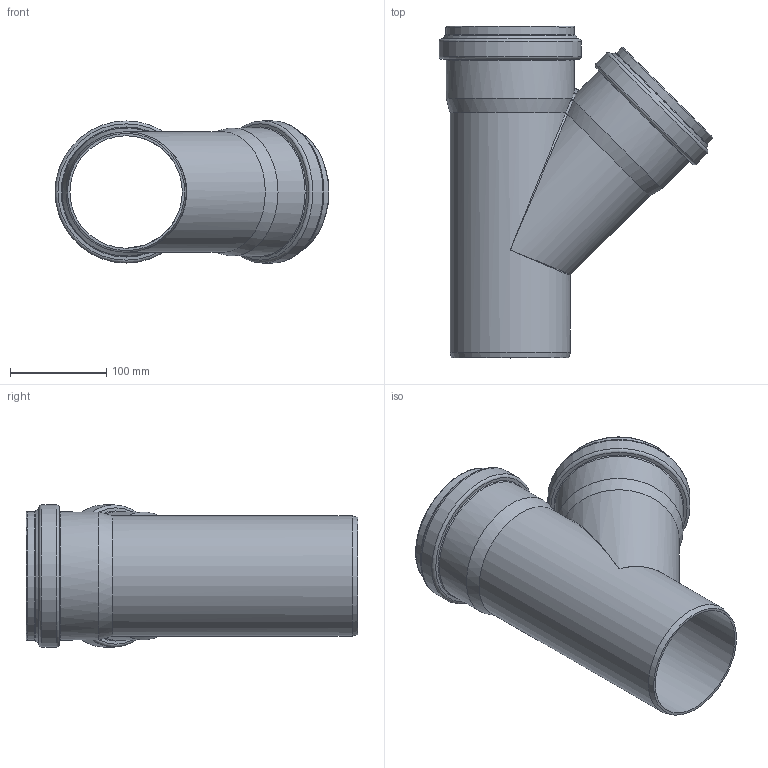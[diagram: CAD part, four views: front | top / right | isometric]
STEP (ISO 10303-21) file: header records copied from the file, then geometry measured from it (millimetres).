
FILE_DESCRIPTION(/* description */ (''),/* implementation_level */ '2;1');
FILE_NAME(/* name */ '772440 KG2000EA Abzweig DN_OD 125_125_45°.stp',/* time_stamp */ '2017-01-30T11:00:13+01:00',/* author */ ('user1'),/* organization */ (''),/* preprocessor_version */ 'ST-DEVELOPER v16.1',/* originating_system */ 'Autodesk Inventor 2016',/* authorisation */ '');
FILE_SCHEMA (('AUTOMOTIVE_DESIGN { 1 0 10303 214 3 1 1 }'));
Length unit declared in the file: millimetre
Products named in the file (1): 772440 KG2000EA Abzweig DN_OD 125_125_45°
Bounding box: 284.73 x 345 x 147.8 mm (x, y, z)
Volume: 767450.8 mm3; surface area: 388407.2 mm2
Topology: 1 solids, 1 shells, 86 faces, 192 edges, 111 vertices
Faces by surface type: torus 28, cylinder 20, cone 15, plane 14, bspline 9
Full cylindrical faces by diameter (mm): 116.9 x2, 125.1 x1, 125.6 x2, 125.9 x4, 133.2 x2, 133.5 x2, 140.2 x2, 147.8 x2
Entity records: 2536 total; most frequent: CARTESIAN_POINT 922, DIRECTION 334, ORIENTED_EDGE 246, AXIS2_PLACEMENT_3D 163, EDGE_LOOP 156, EDGE_CURVE 123, VERTEX_POINT 105, FACE_OUTER_BOUND 86
